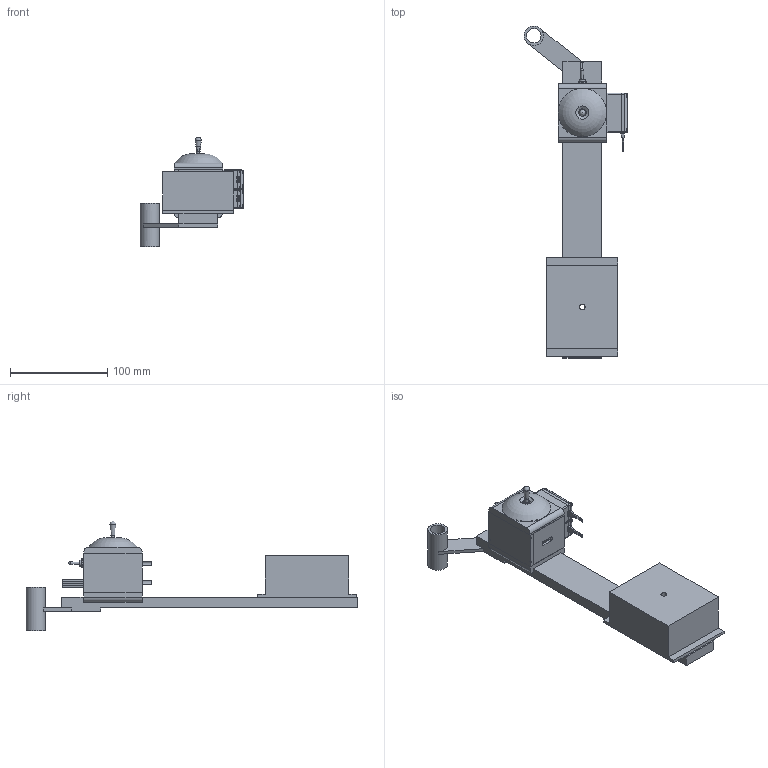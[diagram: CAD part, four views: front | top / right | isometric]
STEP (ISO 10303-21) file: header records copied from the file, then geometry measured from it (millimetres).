
FILE_DESCRIPTION(/* description */ ('STEP AP214'),/* implementation_level */ '2;1');
FILE_NAME(/* name */ '609a771fba2e530f3c382211',/* time_stamp */ '2021-05-11T12:22:59+00:00',/* author */ (''),/* organization */ (''),/* preprocessor_version */ 'ST-DEVELOPER v18.1',/* originating_system */ ' ',/* authorisation */ ' ');
FILE_SCHEMA (('AUTOMOTIVE_DESIGN {1 0 10303 214 3 1 1}'));
Length unit declared in the file: metre
Products named in the file (168): Assembly 1; POT; ServoPotCoupling; Joystick Stick; Joystick Plate; Proto Mount; Servo Rack Front; Base; Part 1; Servo Rack Back; Joystick Cover; M6x0.5 Hex Nut; SPDT Toggle Switch Treaded Tube; SPDT Toggle Switch Pin; AS 1969 (Internal Tooth Lock Washer Type A) M6; Toggle Switch; SPDT Toggle Switch Base; SPDT Toggle Switch Anti-Rotation Washer; SPDT Toggle Switch Pin_2; M6x0.5 Hex Nut_1; SPDT Toggle Switch Pin_1; Bolt; TOWER PRO MG-995, ANALOG SERVO <2>; pan cross head_am_B18.6.7M - M2 x 0.4 x 3 Type I Cross Recessed PHMS 
--3N; TOWER PRO MG-995, ANALOG SERVO, CONNECTOR; TOWER PRO MG-995, ANALOG SERVO, BODY, TOP; TOWER PRO MG-995, ANALOG SERVO, BODY, BOTTOM; TOWER PRO MG-995, ANALOG SERVO, SHAFT; TOWER PRO MG-995, ANALOG SERVO, BODY, MIDDLE; Chair Arm; Face130; Face039; Face048; Face091; Face107; Face089; Face053; Face034; Face117; Face047 ...
Assembly tree (183 placements, depth 3):
  Assembly 1
    POT  x2
    ServoPotCoupling  x2
    Joystick Stick
    Joystick Plate
    Proto Mount
    Servo Rack Front
    Base
    Part 1
    Part 1
    Servo Rack Back
    Joystick Cover
    M6x0.5 Hex Nut
    SPDT Toggle Switch Treaded Tube
    SPDT Toggle Switch Pin
    AS 1969 (Internal Tooth Lock Washer Type A) M6
    Toggle Switch
    SPDT Toggle Switch Treaded Tube
    SPDT Toggle Switch Base
    SPDT Toggle Switch Anti-Rotation Washer
    Toggle Switch
    SPDT Toggle Switch Pin_2
    M6x0.5 Hex Nut_1
    SPDT Toggle Switch Pin_1
    Bolt
    TOWER PRO MG-995, ANALOG SERVO <2>
      pan cross head_am_B18.6.7M - M2 x 0.4 x 3 Type I Cross Recessed PHMS 
--3N  x4
      TOWER PRO MG-995, ANALOG SERVO, CONNECTOR
      TOWER PRO MG-995, ANALOG SERVO, CONNECTOR
      TOWER PRO MG-995, ANALOG SERVO, BODY, TOP
      TOWER PRO MG-995, ANALOG SERVO, BODY, BOTTOM
      TOWER PRO MG-995, ANALOG SERVO, CONNECTOR
      TOWER PRO MG-995, ANALOG SERVO, SHAFT
      TOWER PRO MG-995, ANALOG SERVO, BODY, MIDDLE
    Chair Arm
    Face130
    Face039
    Face048
    Face091
    Face107
    Face089
    Face053
    Face034
    Face117
    Face047
    Face040
    Face075
    Face103
    Face056
    Face101
    Face057
    Face079
    Face028
    Face125
    Face113
    Face017
    Face090
    Face131
    Face069
    Face066
Bounding box: 106.98 x 341.8 x 112.8 mm (x, y, z)
Volume: 522118.6 mm3; surface area: 136980.3 mm2
Topology: 49 solids, 181 shells, 1851 faces, 4917 edges, 3353 vertices
Faces by surface type: plane 1119, cylinder 537, cone 150, torus 19, bspline 16, sphere 10
Full cylindrical faces by diameter (mm): 0.5 x120, 0.75 x6, 0.8 x10, 1.2 x6, 1.3 x8, 1.4 x4, 1.6 x2, 1.75 x4, 2 x8, 2.2 x16, 2.5 x4, 3 x2, 3.5 x1, 4 x16, 4.3 x1, 5.3 x2, 5.85 x4, 5.9 x2, 6 x5, 6.5 x1, 7 x2, 11 x1, 11.2 x2, 12 x1, 12.7 x2, 12.8 x2, 15 x1, 17.034 x2, 20 x1, 42.5 x1
Entity records: 42142 total; most frequent: CARTESIAN_POINT 7507, DIRECTION 6698, ORIENTED_EDGE 5672, EDGE_CURVE 3099, AXIS2_PLACEMENT_3D 2391, VERTEX_POINT 2340, LINE 1916, VECTOR 1916
